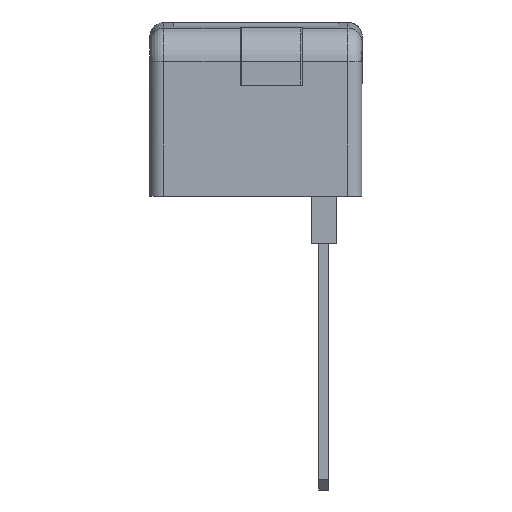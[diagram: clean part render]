
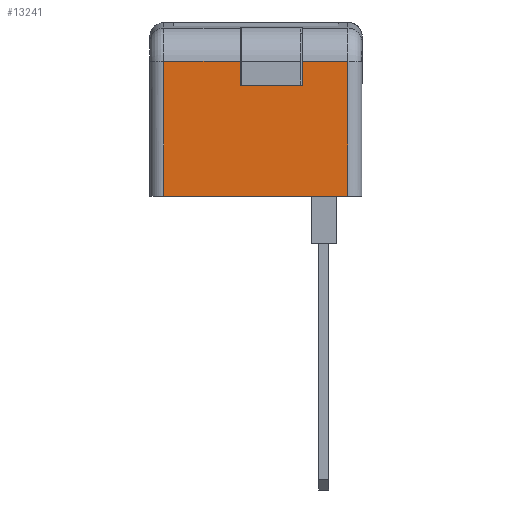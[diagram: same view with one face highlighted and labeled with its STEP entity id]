
A CAD part, front view. The second image highlights one B-rep face of the part: STEP entity #13241.
In plain terms, the highlighted planar face has unit normal (0, -1, 0).
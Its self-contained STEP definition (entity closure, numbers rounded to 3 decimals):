
#7343 = LINE ( 'NONE', #7449, #7448 ) ;
#7443 = CARTESIAN_POINT ( 'NONE',  ( 2.5, -40.527, -19.886 ) ) ;
#7447 = DIRECTION ( 'NONE',  ( -1., 0., 0. ) ) ;
#7448 = VECTOR ( 'NONE', #7447, 1000. ) ;
#7449 = CARTESIAN_POINT ( 'NONE',  ( 31., -40.527, -19.886 ) ) ;
#8290 = CARTESIAN_POINT ( 'NONE',  ( 29., -40.527, -19.886 ) ) ;
#13131 = VERTEX_POINT ( 'NONE', #18593 ) ;
#13136 = EDGE_CURVE ( 'NONE', #13137, #13160, #18496, .T. ) ;
#13137 = VERTEX_POINT ( 'NONE', #18492 ) ;
#13160 = VERTEX_POINT ( 'NONE', #18790 ) ;
#13164 = ORIENTED_EDGE ( 'NONE', *, *, #13180, .T. ) ;
#13165 = ORIENTED_EDGE ( 'NONE', *, *, #13166, .T. ) ;
#13166 = EDGE_CURVE ( 'NONE', #13131, #13167, #18721, .T. ) ;
#13167 = VERTEX_POINT ( 'NONE', #18730 ) ;
#13168 = ORIENTED_EDGE ( 'NONE', *, *, #13169, .T. ) ;
#13169 = EDGE_CURVE ( 'NONE', #13167, #14289, #18701, .T. ) ;
#13171 = ORIENTED_EDGE ( 'NONE', *, *, #14288, .F. ) ;
#13172 = ORIENTED_EDGE ( 'NONE', *, *, #13173, .T. ) ;
#13173 = EDGE_CURVE ( 'NONE', #14590, #13174, #18702, .T. ) ;
#13174 = VERTEX_POINT ( 'NONE', #18700 ) ;
#13175 = ORIENTED_EDGE ( 'NONE', *, *, #13176, .T. ) ;
#13176 = EDGE_CURVE ( 'NONE', #13174, #13137, #18647, .T. ) ;
#13177 = ORIENTED_EDGE ( 'NONE', *, *, #13136, .T. ) ;
#13180 = EDGE_CURVE ( 'NONE', #13181, #13131, #18666, .T. ) ;
#13181 = VERTEX_POINT ( 'NONE', #18617 ) ;
#13241 = ADVANCED_FACE ( 'NONE', ( #18811 ), #18810, .T. ) ;
#13242 = EDGE_LOOP ( 'NONE', ( #13243, #13164, #13165, #13168, #13171, #13172, #13175, #13177 ) ) ;
#13243 = ORIENTED_EDGE ( 'NONE', *, *, #13244, .F. ) ;
#13244 = EDGE_CURVE ( 'NONE', #13181, #13160, #18951, .T. ) ;
#14288 = EDGE_CURVE ( 'NONE', #14590, #14289, #7343, .T. ) ;
#14289 = VERTEX_POINT ( 'NONE', #7443 ) ;
#14590 = VERTEX_POINT ( 'NONE', #8290 ) ;
#18492 = CARTESIAN_POINT ( 'NONE',  ( 22.5, -40.527, -0.463 ) ) ;
#18493 = DIRECTION ( 'NONE',  ( 0., 0., -1. ) ) ;
#18494 = VECTOR ( 'NONE', #18493, 1000. ) ;
#18495 = CARTESIAN_POINT ( 'NONE',  ( 22.5, -40.527, -19.886 ) ) ;
#18496 = LINE ( 'NONE', #18495, #18494 ) ;
#18593 = CARTESIAN_POINT ( 'NONE',  ( 13.5, -40.527, -0.463 ) ) ;
#18617 = CARTESIAN_POINT ( 'NONE',  ( 13.5, -40.527, -3.886 ) ) ;
#18618 = DIRECTION ( 'NONE',  ( 0., 0., 1. ) ) ;
#18619 = VECTOR ( 'NONE', #18618, 1000. ) ;
#18620 = CARTESIAN_POINT ( 'NONE',  ( 13.5, -40.527, -19.886 ) ) ;
#18644 = DIRECTION ( 'NONE',  ( -1., 0., 0. ) ) ;
#18645 = VECTOR ( 'NONE', #18644, 1000. ) ;
#18646 = CARTESIAN_POINT ( 'NONE',  ( 31., -40.527, -0.463 ) ) ;
#18647 = LINE ( 'NONE', #18646, #18645 ) ;
#18666 = LINE ( 'NONE', #18620, #18619 ) ;
#18671 = DIRECTION ( 'NONE',  ( 0., 0., 1. ) ) ;
#18672 = VECTOR ( 'NONE', #18671, 1000. ) ;
#18673 = CARTESIAN_POINT ( 'NONE',  ( 29., -40.527, -19.886 ) ) ;
#18700 = CARTESIAN_POINT ( 'NONE',  ( 29., -40.527, -0.463 ) ) ;
#18701 = LINE ( 'NONE', #18724, #18723 ) ;
#18702 = LINE ( 'NONE', #18673, #18672 ) ;
#18720 = CARTESIAN_POINT ( 'NONE',  ( 31., -40.527, -0.463 ) ) ;
#18721 = LINE ( 'NONE', #18720, #18732 ) ;
#18722 = DIRECTION ( 'NONE',  ( 0., 0., -1. ) ) ;
#18723 = VECTOR ( 'NONE', #18722, 1000. ) ;
#18724 = CARTESIAN_POINT ( 'NONE',  ( 2.5, -40.527, -19.886 ) ) ;
#18730 = CARTESIAN_POINT ( 'NONE',  ( 2.5, -40.527, -0.463 ) ) ;
#18731 = DIRECTION ( 'NONE',  ( -1., 0., 0. ) ) ;
#18732 = VECTOR ( 'NONE', #18731, 1000. ) ;
#18790 = CARTESIAN_POINT ( 'NONE',  ( 22.5, -40.527, -3.886 ) ) ;
#18807 = DIRECTION ( 'NONE',  ( 0., -1., 0. ) ) ;
#18808 = CARTESIAN_POINT ( 'NONE',  ( 31., -40.527, -19.886 ) ) ;
#18809 = AXIS2_PLACEMENT_3D ( 'NONE', #18808, #18807, #18953 ) ;
#18810 = PLANE ( 'NONE',  #18809 ) ;
#18811 = FACE_OUTER_BOUND ( 'NONE', #13242, .T. ) ;
#18948 = DIRECTION ( 'NONE',  ( 1., 0., 0. ) ) ;
#18949 = VECTOR ( 'NONE', #18948, 1000. ) ;
#18950 = CARTESIAN_POINT ( 'NONE',  ( 31., -40.527, -3.886 ) ) ;
#18951 = LINE ( 'NONE', #18950, #18949 ) ;
#18953 = DIRECTION ( 'NONE',  ( 0., 0., -1. ) ) ;
